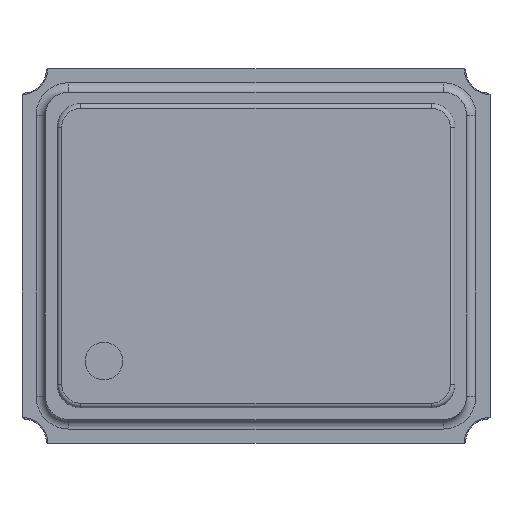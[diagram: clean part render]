
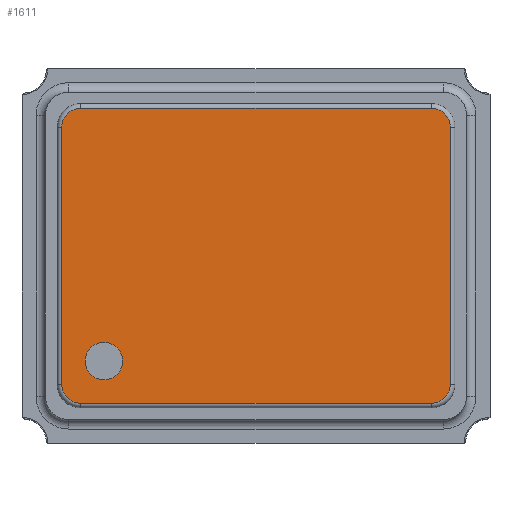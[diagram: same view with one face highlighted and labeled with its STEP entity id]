
A CAD part, top view. The second image highlights one B-rep face of the part: STEP entity #1611.
In plain terms, the highlighted planar face has unit normal (0, 0, 1).
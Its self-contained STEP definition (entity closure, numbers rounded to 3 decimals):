
#24=FACE_BOUND('',#275,.T.);
#77=PLANE('',#1782);
#185=FACE_OUTER_BOUND('',#274,.T.);
#274=EDGE_LOOP('',(#1487,#1488,#1489,#1490,#1491,#1492,#1493,#1494));
#275=EDGE_LOOP('',(#1495));
#429=LINE('',#2813,#585);
#430=LINE('',#2821,#586);
#431=LINE('',#2829,#587);
#432=LINE('',#2837,#588);
#585=VECTOR('',#2214,1000.);
#586=VECTOR('',#2225,1000.);
#587=VECTOR('',#2236,1000.);
#588=VECTOR('',#2247,1000.);
#590=CIRCLE('',#1629,0.08);
#650=CIRCLE('',#1767,0.08);
#653=CIRCLE('',#1772,0.08);
#656=CIRCLE('',#1777,0.08);
#658=CIRCLE('',#1781,0.08);
#660=VERTEX_POINT('',#2260);
#799=VERTEX_POINT('',#2809);
#800=VERTEX_POINT('',#2811);
#801=VERTEX_POINT('',#2815);
#802=VERTEX_POINT('',#2819);
#803=VERTEX_POINT('',#2823);
#804=VERTEX_POINT('',#2827);
#805=VERTEX_POINT('',#2831);
#806=VERTEX_POINT('',#2835);
#809=EDGE_CURVE('',#660,#660,#590,.T.);
#1023=EDGE_CURVE('',#800,#799,#429,.T.);
#1025=EDGE_CURVE('',#801,#800,#650,.T.);
#1027=EDGE_CURVE('',#802,#801,#430,.T.);
#1029=EDGE_CURVE('',#803,#802,#653,.T.);
#1031=EDGE_CURVE('',#804,#803,#431,.T.);
#1033=EDGE_CURVE('',#805,#804,#656,.T.);
#1035=EDGE_CURVE('',#806,#805,#432,.T.);
#1036=EDGE_CURVE('',#799,#806,#658,.T.);
#1487=ORIENTED_EDGE('',*,*,#1031,.F.);
#1488=ORIENTED_EDGE('',*,*,#1033,.F.);
#1489=ORIENTED_EDGE('',*,*,#1035,.F.);
#1490=ORIENTED_EDGE('',*,*,#1036,.F.);
#1491=ORIENTED_EDGE('',*,*,#1023,.F.);
#1492=ORIENTED_EDGE('',*,*,#1025,.F.);
#1493=ORIENTED_EDGE('',*,*,#1027,.F.);
#1494=ORIENTED_EDGE('',*,*,#1029,.F.);
#1495=ORIENTED_EDGE('',*,*,#809,.T.);
#1611=ADVANCED_FACE('',(#185,#24),#77,.T.);
#1629=AXIS2_PLACEMENT_3D('',#2262,#1791,#1792);
#1767=AXIS2_PLACEMENT_3D('',#2817,#2219,#2220);
#1772=AXIS2_PLACEMENT_3D('',#2825,#2230,#2231);
#1777=AXIS2_PLACEMENT_3D('',#2833,#2241,#2242);
#1781=AXIS2_PLACEMENT_3D('',#2839,#2250,#2251);
#1782=AXIS2_PLACEMENT_3D('',#2840,#2252,#2253);
#1791=DIRECTION('center_axis',(0.,0.,-1.));
#1792=DIRECTION('ref_axis',(1.,0.,0.));
#2214=DIRECTION('',(-1.,0.,0.));
#2219=DIRECTION('center_axis',(0.,0.,-1.));
#2220=DIRECTION('ref_axis',(0.,-1.,0.));
#2225=DIRECTION('',(0.,-1.,0.));
#2230=DIRECTION('center_axis',(0.,0.,-1.));
#2231=DIRECTION('ref_axis',(1.,0.,0.));
#2236=DIRECTION('',(1.,0.,0.));
#2241=DIRECTION('center_axis',(0.,0.,-1.));
#2242=DIRECTION('ref_axis',(0.,1.,0.));
#2247=DIRECTION('',(0.,1.,0.));
#2250=DIRECTION('center_axis',(0.,0.,-1.));
#2251=DIRECTION('ref_axis',(-1.,0.,0.));
#2252=DIRECTION('center_axis',(0.,0.,1.));
#2253=DIRECTION('ref_axis',(1.,0.,0.));
#2260=CARTESIAN_POINT('',(-0.73,-0.45,0.73));
#2262=CARTESIAN_POINT('Origin',(-0.65,-0.45,0.73));
#2809=CARTESIAN_POINT('',(-0.75,-0.63,0.73));
#2811=CARTESIAN_POINT('',(0.75,-0.63,0.73));
#2813=CARTESIAN_POINT('',(-0.75,-0.63,0.73));
#2815=CARTESIAN_POINT('',(0.83,-0.55,0.73));
#2817=CARTESIAN_POINT('Origin',(0.75,-0.55,0.73));
#2819=CARTESIAN_POINT('',(0.83,0.55,0.73));
#2821=CARTESIAN_POINT('',(0.83,-0.55,0.73));
#2823=CARTESIAN_POINT('',(0.75,0.63,0.73));
#2825=CARTESIAN_POINT('Origin',(0.75,0.55,0.73));
#2827=CARTESIAN_POINT('',(-0.75,0.63,0.73));
#2829=CARTESIAN_POINT('',(-0.75,0.63,0.73));
#2831=CARTESIAN_POINT('',(-0.83,0.55,0.73));
#2833=CARTESIAN_POINT('Origin',(-0.75,0.55,0.73));
#2835=CARTESIAN_POINT('',(-0.83,-0.55,0.73));
#2837=CARTESIAN_POINT('',(-0.83,-0.55,0.73));
#2839=CARTESIAN_POINT('Origin',(-0.75,-0.55,0.73));
#2840=CARTESIAN_POINT('Origin',(-0.75,-0.55,0.73));
